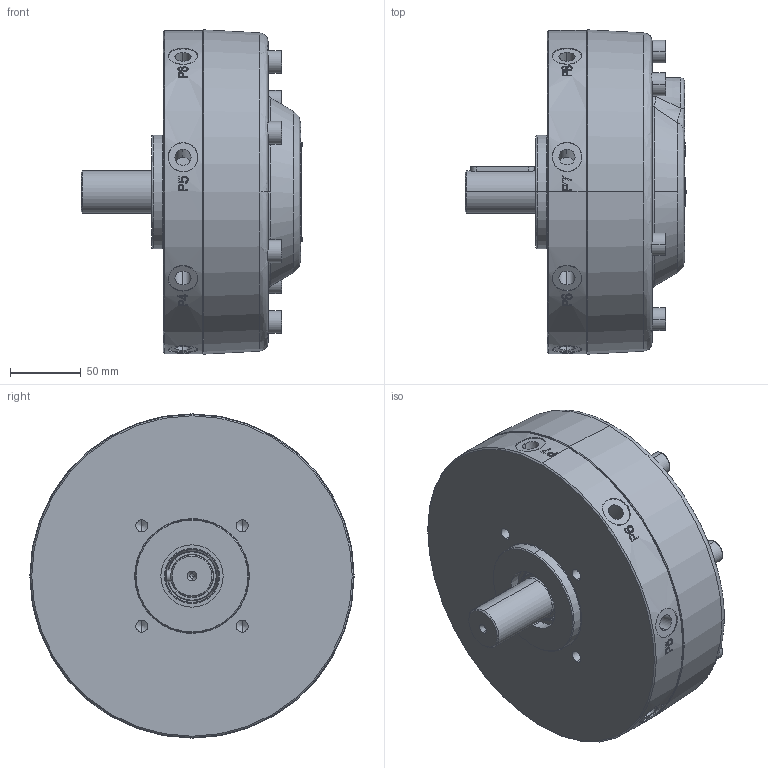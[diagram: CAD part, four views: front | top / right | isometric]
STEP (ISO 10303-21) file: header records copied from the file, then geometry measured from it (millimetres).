
FILE_DESCRIPTION (( 'STEP AP214' ), '1' );
FILE_NAME ('MRK702_8x1 piston.STEP', '2021-03-12T13:22:23', ( '' ), ( '' ), 'SwSTEP 2.0', 'SolidWorks 2020', '' );
FILE_SCHEMA (( 'AUTOMOTIVE_DESIGN' ));
Products named in the file (1): MRK702_8x1 piston
Bounding box: 156.5 x 228.74 x 228.74 mm (x, y, z)
Volume: 3265744 mm3; surface area: 188007.8 mm2
Topology: 1 solids, 24 shells, 1072 faces, 2602 edges, 1674 vertices
Faces by surface type: plane 505, bspline 286, cylinder 203, cone 74, torus 4
Entity records: 66260 total; most frequent: CARTESIAN_POINT 42767, ORIENTED_EDGE 5156, DIRECTION 4232, EDGE_CURVE 2578, VERTEX_POINT 1674, AXIS2_PLACEMENT_3D 1427, VECTOR 1378, LINE 1378
